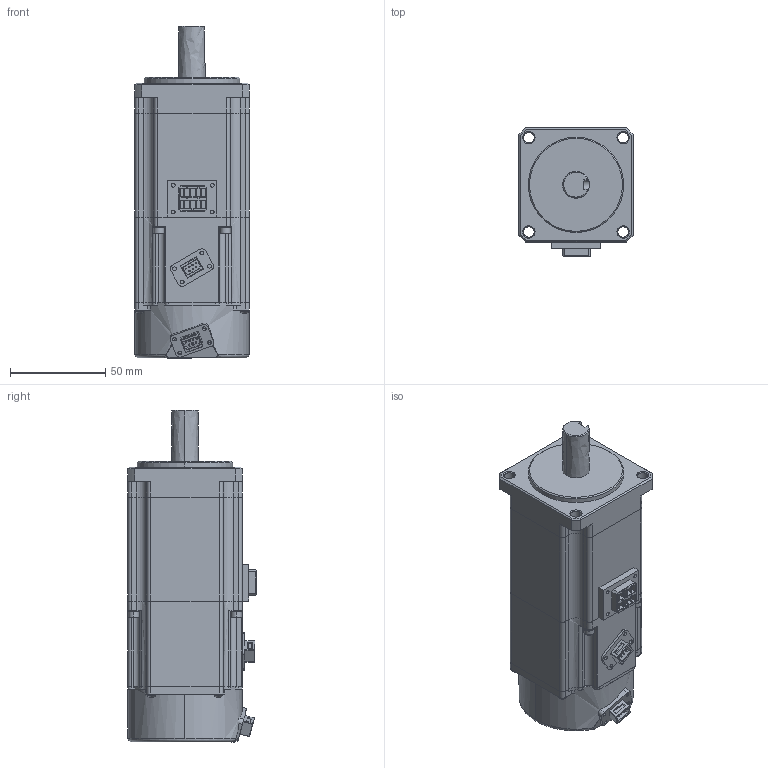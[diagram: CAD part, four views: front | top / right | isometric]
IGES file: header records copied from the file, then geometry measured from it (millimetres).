
Start section: Elysium IGES Interface
Global section: file name: 54HTSM4204_BK桳.igs; native system: Creo Elements/Direct Modeling 17.0F  20-Aug-2012; preprocessor: Creo Element/Direct IGES_3D V2.2; author: Unknown; organization: Unknown; date: 20170807.113749; units: millimetre
Bounding box: 60 x 67.4 x 174.3 mm (x, y, z)
Volume: 463539.3 mm3; surface area: 43124.1 mm2
Topology: 1 solids, 11 shells, 1832 faces, 4406 edges, 2424 vertices
Faces by surface type: bspline 1832
